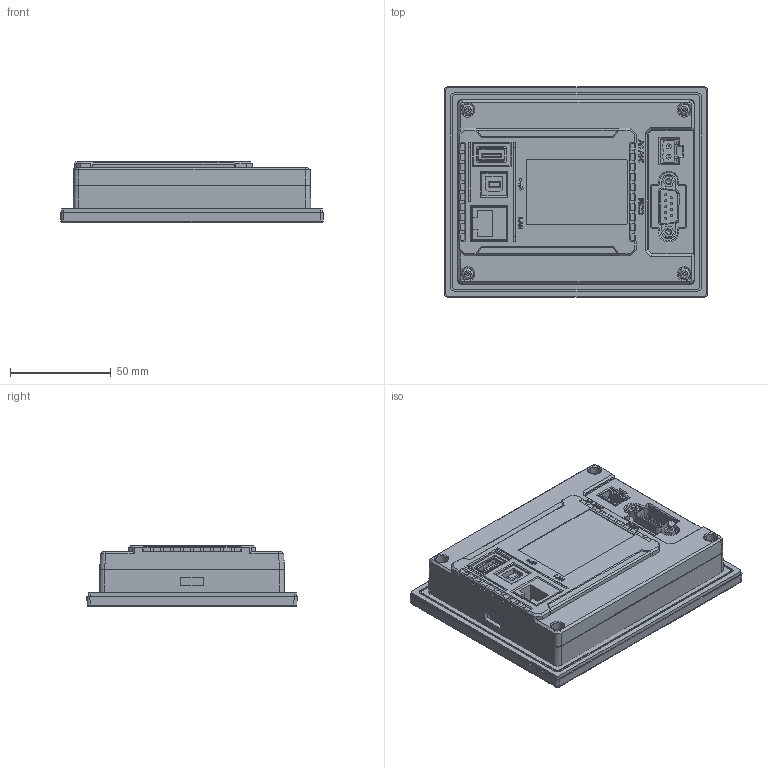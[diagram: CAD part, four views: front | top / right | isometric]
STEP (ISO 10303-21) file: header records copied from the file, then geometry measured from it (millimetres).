
FILE_DESCRIPTION(/* description */ (''),/* implementation_level */ '2;1');
FILE_NAME(/* name */ 'TS2-400-E-总装-外发',/* time_stamp */ '2023-08-10T16:25:07+08:00',/* author */ (''),/* organization */ (''),/* preprocessor_version */ 'ST-DEVELOPER v16.5',/* originating_system */ '',/* authorisation */ '');
FILE_SCHEMA (('AUTOMOTIVE_DESIGN'));
Products named in the file (2): Document; 图块 01
Assembly tree (1 placements, depth 2):
  Document
    图块 01
Bounding box: 130.19 x 104.2 x 30.53 mm (x, y, z)
Volume: 213479.1 mm3; surface area: 156041.5 mm2
Topology: 31 solids, 31 shells, 2800 faces, 7646 edges, 5000 vertices
Faces by surface type: plane 1979, bspline 821
Entity records: 95929 total; most frequent: CARTESIAN_POINT 46614, ORIENTED_EDGE 15288, EDGE_CURVE 7644, B_SPLINE_CURVE_WITH_KNOTS 6255, VERTEX_POINT 5000, EDGE_LOOP 2948, ADVANCED_FACE 2800, FACE_OUTER_BOUND 2800
